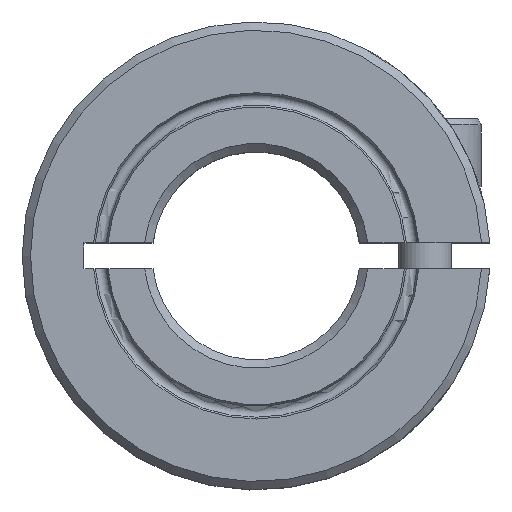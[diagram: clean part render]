
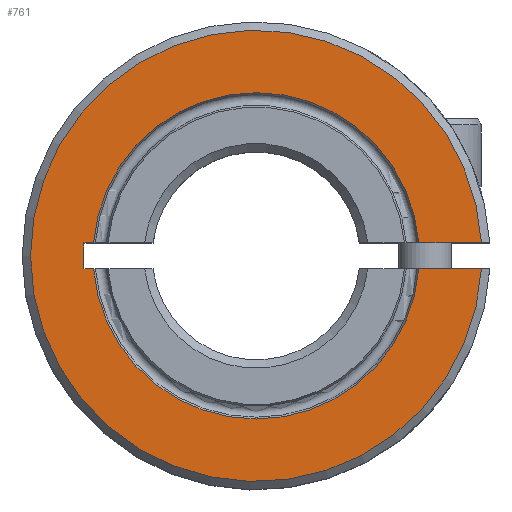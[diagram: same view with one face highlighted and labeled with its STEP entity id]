
A CAD part, top view. The second image highlights one B-rep face of the part: STEP entity #761.
In plain terms, the highlighted planar face has unit normal (0, 0, 1).
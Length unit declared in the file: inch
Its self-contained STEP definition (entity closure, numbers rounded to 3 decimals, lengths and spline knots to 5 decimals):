
#42=PLANE('',#825);
#76=LINE('',#1193,#127);
#85=LINE('',#1266,#136);
#91=LINE('',#1291,#142);
#93=LINE('',#1298,#144);
#98=LINE('',#1338,#149);
#127=VECTOR('',#896,0.15053);
#136=VECTOR('',#913,0.02293);
#142=VECTOR('',#945,0.0625);
#144=VECTOR('',#951,0.02293);
#149=VECTOR('',#970,0.15053);
#186=FACE_OUTER_BOUND('',#233,.T.);
#233=EDGE_LOOP('',(#580,#581,#582,#583,#584,#585,#586,#587));
#296=CIRCLE('',#824,0.39232);
#297=CIRCLE('',#826,0.5425);
#298=CIRCLE('',#827,0.39232);
#329=VERTEX_POINT('',#1190);
#330=VERTEX_POINT('',#1192);
#343=VERTEX_POINT('',#1263);
#344=VERTEX_POINT('',#1265);
#350=VERTEX_POINT('',#1289);
#353=VERTEX_POINT('',#1296);
#360=VERTEX_POINT('',#1333);
#361=VERTEX_POINT('',#1337);
#402=EDGE_CURVE('',#330,#329,#76,.T.);
#419=EDGE_CURVE('',#344,#343,#85,.T.);
#432=EDGE_CURVE('',#343,#350,#91,.T.);
#435=EDGE_CURVE('',#350,#353,#93,.T.);
#445=EDGE_CURVE('',#353,#360,#296,.T.);
#446=EDGE_CURVE('',#360,#361,#98,.T.);
#447=EDGE_CURVE('',#361,#330,#297,.T.);
#448=EDGE_CURVE('',#329,#344,#298,.T.);
#580=ORIENTED_EDGE('',*,*,#446,.T.);
#581=ORIENTED_EDGE('',*,*,#447,.T.);
#582=ORIENTED_EDGE('',*,*,#402,.T.);
#583=ORIENTED_EDGE('',*,*,#448,.T.);
#584=ORIENTED_EDGE('',*,*,#419,.T.);
#585=ORIENTED_EDGE('',*,*,#432,.T.);
#586=ORIENTED_EDGE('',*,*,#435,.T.);
#587=ORIENTED_EDGE('',*,*,#445,.T.);
#761=ADVANCED_FACE('',(#186),#42,.T.);
#824=AXIS2_PLACEMENT_3D('',#1335,#966,#967);
#825=AXIS2_PLACEMENT_3D('',#1336,#968,#969);
#826=AXIS2_PLACEMENT_3D('',#1339,#971,#972);
#827=AXIS2_PLACEMENT_3D('',#1340,#973,#974);
#896=DIRECTION('',(-1.,0.,0.));
#913=DIRECTION('',(-1.,0.,0.));
#945=DIRECTION('',(0.,1.,0.));
#951=DIRECTION('',(1.,0.,0.));
#966=DIRECTION('center_axis',(0.,0.,-1.));
#967=DIRECTION('ref_axis',(-0.997,0.08,0.));
#968=DIRECTION('center_axis',(0.,0.,1.));
#969=DIRECTION('ref_axis',(1.,0.,0.));
#970=DIRECTION('',(1.,0.,0.));
#971=DIRECTION('center_axis',(0.,0.,1.));
#972=DIRECTION('ref_axis',(-1.,0.,0.));
#973=DIRECTION('center_axis',(0.,0.,-1.));
#974=DIRECTION('ref_axis',(0.997,-0.08,0.));
#1190=CARTESIAN_POINT('',(0.39107,-0.03125,0.406));
#1192=CARTESIAN_POINT('',(0.5416,-0.03125,0.406));
#1193=CARTESIAN_POINT('',(0.5416,-0.03125,0.406));
#1263=CARTESIAN_POINT('',(-0.414,-0.03125,0.406));
#1265=CARTESIAN_POINT('',(-0.39107,-0.03125,0.406));
#1266=CARTESIAN_POINT('',(-0.39107,-0.03125,0.406));
#1289=CARTESIAN_POINT('',(-0.414,0.03125,0.406));
#1291=CARTESIAN_POINT('',(-0.414,-0.03125,0.406));
#1296=CARTESIAN_POINT('',(-0.39107,0.03125,0.406));
#1298=CARTESIAN_POINT('',(-0.414,0.03125,0.406));
#1333=CARTESIAN_POINT('',(0.39107,0.03125,0.406));
#1335=CARTESIAN_POINT('Origin',(0.,0.,0.406));
#1336=CARTESIAN_POINT('Origin',(0.,0.,0.406));
#1337=CARTESIAN_POINT('',(0.5416,0.03125,0.406));
#1338=CARTESIAN_POINT('',(0.39107,0.03125,0.406));
#1339=CARTESIAN_POINT('Origin',(0.,0.,0.406));
#1340=CARTESIAN_POINT('Origin',(0.,0.,0.406));
